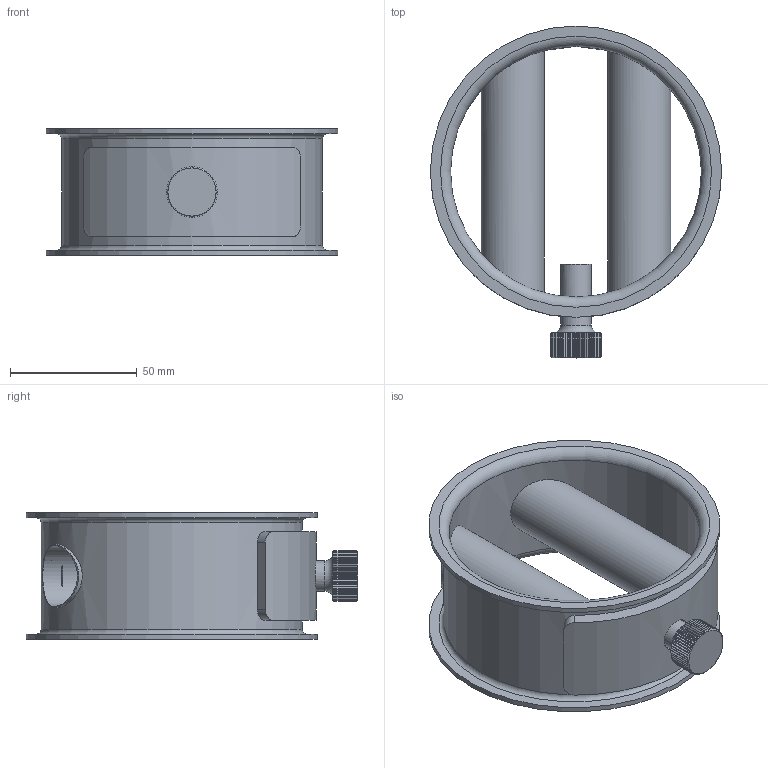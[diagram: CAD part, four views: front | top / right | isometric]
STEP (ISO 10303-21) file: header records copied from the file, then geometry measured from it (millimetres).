
FILE_DESCRIPTION(/* description */ (''),/* implementation_level */ '2;1');
FILE_NAME(/* name */ 'SEMR010078 A.stp',/* time_stamp */ '2019-05-21T08:31:08+02:00',/* author */ ('cr'),/* organization */ (''),/* preprocessor_version */ 'ST-DEVELOPER v17.2',/* originating_system */ 'Autodesk Inventor 2019',/* authorisation */ '');
FILE_SCHEMA (('AUTOMOTIVE_DESIGN { 1 0 10303 214 3 1 1 }'));
Length unit declared in the file: millimetre
Products named in the file (1): Part1
Bounding box: 115 x 131 x 50 mm (x, y, z)
Volume: 93194.3 mm3; surface area: 95442.8 mm2
Topology: 1 solids, 4 shells, 300 faces, 858 edges, 585 vertices
Faces by surface type: plane 159, cylinder 113, cone 16, torus 8, bspline 4
Full cylindrical faces by diameter (mm): 4 x2, 4.917 x1, 5.5 x1, 6 x2, 6.1 x1, 12 x4, 12.2 x2, 13 x2, 20 x2, 22 x2, 23 x2, 24 x2, 25 x6, 99 x1, 103 x1, 115 x2
Entity records: 11717 total; most frequent: CARTESIAN_POINT 4103, ORIENTED_EDGE 1714, DIRECTION 1353, EDGE_CURVE 857, VERTEX_POINT 587, AXIS2_PLACEMENT_3D 542, EDGE_LOOP 344, STYLED_ITEM 301
